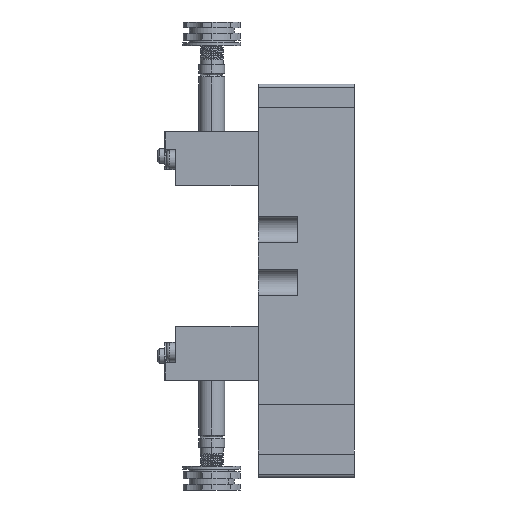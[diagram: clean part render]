
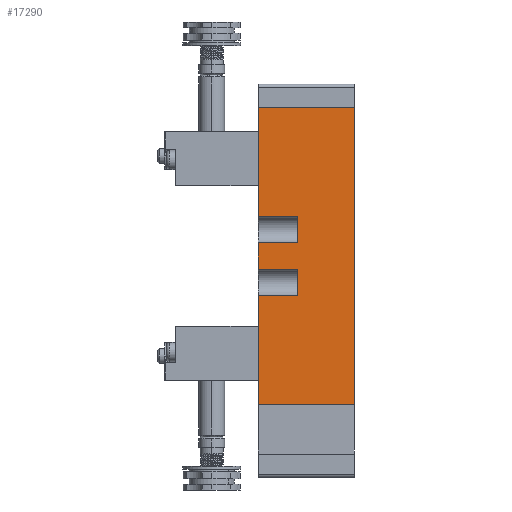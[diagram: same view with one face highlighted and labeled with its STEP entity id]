
A CAD part, left-side view. The second image highlights one B-rep face of the part: STEP entity #17290.
In plain terms, the highlighted planar face has unit normal (-1, 0, 0).
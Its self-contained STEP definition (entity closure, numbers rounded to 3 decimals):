
#204 = ORIENTED_EDGE ( 'NONE', *, *, #18251, .T. ) ;
#205 = ORIENTED_EDGE ( 'NONE', *, *, #18258, .F. ) ;
#206 = ORIENTED_EDGE ( 'NONE', *, *, #18259, .F. ) ;
#207 = ORIENTED_EDGE ( 'NONE', *, *, #18260, .T. ) ;
#208 = ORIENTED_EDGE ( 'NONE', *, *, #18247, .T. ) ;
#209 = ORIENTED_EDGE ( 'NONE', *, *, #18225, .T. ) ;
#210 = ORIENTED_EDGE ( 'NONE', *, *, #18261, .F. ) ;
#211 = ORIENTED_EDGE ( 'NONE', *, *, #18262, .F. ) ;
#212 = ORIENTED_EDGE ( 'NONE', *, *, #18255, .T. ) ;
#213 = ORIENTED_EDGE ( 'NONE', *, *, #18263, .F. ) ;
#214 = ORIENTED_EDGE ( 'NONE', *, *, #18264, .F. ) ;
#215 = ORIENTED_EDGE ( 'NONE', *, *, #18265, .T. ) ;
#11214 = CARTESIAN_POINT ( 'NONE',  ( -19., -16.5, -51. ) ) ;
#11215 = CARTESIAN_POINT ( 'NONE',  ( -19., 16.5, -51. ) ) ;
#11230 = CARTESIAN_POINT ( 'NONE',  ( -19., 16.5, -13.5 ) ) ;
#11233 = CARTESIAN_POINT ( 'NONE',  ( -19., 16.5, -4.5 ) ) ;
#11234 = CARTESIAN_POINT ( 'NONE',  ( -19., 16.5, 4.5 ) ) ;
#11237 = CARTESIAN_POINT ( 'NONE',  ( -19., 16.5, 13.5 ) ) ;
#11238 = CARTESIAN_POINT ( 'NONE',  ( -19., 16.5, 51. ) ) ;
#11239 = CARTESIAN_POINT ( 'NONE',  ( -19., 3., -4.5 ) ) ;
#11240 = CARTESIAN_POINT ( 'NONE',  ( -19., 3., -13.5 ) ) ;
#11241 = CARTESIAN_POINT ( 'NONE',  ( -19., -16.5, 51. ) ) ;
#11242 = CARTESIAN_POINT ( 'NONE',  ( -19., 3., 13.5 ) ) ;
#11243 = CARTESIAN_POINT ( 'NONE',  ( -19., 3., 4.5 ) ) ;
#13578 = FACE_OUTER_BOUND ( 'NONE', #15593, .T. ) ;
#14168 = PLANE ( 'NONE',  #14869 ) ;
#14169 = CARTESIAN_POINT ( 'NONE',  ( -19., 16.5, 51. ) ) ;
#14170 = DIRECTION ( 'NONE',  ( 1., 0., 0. ) ) ;
#14171 = DIRECTION ( 'NONE',  ( 0., 1., 0. ) ) ;
#14817 = CARTESIAN_POINT ( 'NONE',  ( -19., 16.5, -51. ) ) ;
#14818 = DIRECTION ( 'NONE',  ( 0., -1., 0. ) ) ;
#14869 = AXIS2_PLACEMENT_3D ( 'NONE', #14169, #14170, #14171 ) ;
#15397 = LINE ( 'NONE', #14817, #15398 ) ;
#15398 = VECTOR ( 'NONE', #14818, 1000. ) ;
#15435 = LINE ( 'NONE', #15730, #15436 ) ;
#15436 = VECTOR ( 'NONE', #15731, 1000. ) ;
#15442 = LINE ( 'NONE', #15739, #15443 ) ;
#15443 = VECTOR ( 'NONE', #15740, 1000. ) ;
#15449 = LINE ( 'NONE', #15748, #15450 ) ;
#15450 = VECTOR ( 'NONE', #15749, 1000. ) ;
#15455 = LINE ( 'NONE', #15754, #15456 ) ;
#15456 = VECTOR ( 'NONE', #15755, 1000. ) ;
#15457 = LINE ( 'NONE', #15756, #15458 ) ;
#15458 = VECTOR ( 'NONE', #15757, 1000. ) ;
#15459 = LINE ( 'NONE', #15758, #15460 ) ;
#15460 = VECTOR ( 'NONE', #15759, 1000. ) ;
#15461 = LINE ( 'NONE', #15760, #15462 ) ;
#15462 = VECTOR ( 'NONE', #15761, 1000. ) ;
#15463 = LINE ( 'NONE', #15762, #15464 ) ;
#15464 = VECTOR ( 'NONE', #15763, 1000. ) ;
#15465 = LINE ( 'NONE', #15764, #15466 ) ;
#15466 = VECTOR ( 'NONE', #15765, 1000. ) ;
#15467 = LINE ( 'NONE', #15766, #15468 ) ;
#15468 = VECTOR ( 'NONE', #15767, 1000. ) ;
#15469 = LINE ( 'NONE', #15768, #15470 ) ;
#15470 = VECTOR ( 'NONE', #15769, 1000. ) ;
#15593 = EDGE_LOOP ( 'NONE', ( #204, #205, #206, #207, #208, #209, #210, #211, #212, #213, #214, #215 ) ) ;
#15730 = CARTESIAN_POINT ( 'NONE',  ( -19., 16.5, 51. ) ) ;
#15731 = DIRECTION ( 'NONE',  ( 0., 0., -1. ) ) ;
#15739 = CARTESIAN_POINT ( 'NONE',  ( -19., 16.5, 51. ) ) ;
#15740 = DIRECTION ( 'NONE',  ( 0., 0., -1. ) ) ;
#15748 = CARTESIAN_POINT ( 'NONE',  ( -19., 16.5, 51. ) ) ;
#15749 = DIRECTION ( 'NONE',  ( 0., 0., -1. ) ) ;
#15754 = CARTESIAN_POINT ( 'NONE',  ( -19., 3., -4.5 ) ) ;
#15755 = DIRECTION ( 'NONE',  ( 0., 1., 0. ) ) ;
#15756 = CARTESIAN_POINT ( 'NONE',  ( -19., 3., -4.5 ) ) ;
#15757 = DIRECTION ( 'NONE',  ( 0., 0., 1. ) ) ;
#15758 = CARTESIAN_POINT ( 'NONE',  ( -19., 3., -13.5 ) ) ;
#15759 = DIRECTION ( 'NONE',  ( 0., 1., 0. ) ) ;
#15760 = CARTESIAN_POINT ( 'NONE',  ( -19., -16.5, 51. ) ) ;
#15761 = DIRECTION ( 'NONE',  ( 0., 0., -1. ) ) ;
#15762 = CARTESIAN_POINT ( 'NONE',  ( -19., 16.5, 51. ) ) ;
#15763 = DIRECTION ( 'NONE',  ( 0., -1., 0. ) ) ;
#15764 = CARTESIAN_POINT ( 'NONE',  ( -19., 3., 13.5 ) ) ;
#15765 = DIRECTION ( 'NONE',  ( 0., 1., 0. ) ) ;
#15766 = CARTESIAN_POINT ( 'NONE',  ( -19., 3., 13.5 ) ) ;
#15767 = DIRECTION ( 'NONE',  ( 0., 0., 1. ) ) ;
#15768 = CARTESIAN_POINT ( 'NONE',  ( -19., 3., 4.5 ) ) ;
#15769 = DIRECTION ( 'NONE',  ( 0., 1., 0. ) ) ;
#16217 = VERTEX_POINT ( 'NONE', #11214 ) ;
#16218 = VERTEX_POINT ( 'NONE', #11215 ) ;
#16233 = VERTEX_POINT ( 'NONE', #11230 ) ;
#16236 = VERTEX_POINT ( 'NONE', #11233 ) ;
#16237 = VERTEX_POINT ( 'NONE', #11234 ) ;
#16240 = VERTEX_POINT ( 'NONE', #11237 ) ;
#16241 = VERTEX_POINT ( 'NONE', #11238 ) ;
#16242 = VERTEX_POINT ( 'NONE', #11239 ) ;
#16243 = VERTEX_POINT ( 'NONE', #11240 ) ;
#16244 = VERTEX_POINT ( 'NONE', #11241 ) ;
#16245 = VERTEX_POINT ( 'NONE', #11242 ) ;
#16246 = VERTEX_POINT ( 'NONE', #11243 ) ;
#17290 = ADVANCED_FACE ( 'NONE', ( #13578 ), #14168, .F. ) ;
#18225 = EDGE_CURVE ( 'NONE', #16218, #16217, #15397, .T. ) ;
#18247 = EDGE_CURVE ( 'NONE', #16233, #16218, #15435, .T. ) ;
#18251 = EDGE_CURVE ( 'NONE', #16237, #16236, #15442, .T. ) ;
#18255 = EDGE_CURVE ( 'NONE', #16241, #16240, #15449, .T. ) ;
#18258 = EDGE_CURVE ( 'NONE', #16242, #16236, #15455, .T. ) ;
#18259 = EDGE_CURVE ( 'NONE', #16243, #16242, #15457, .T. ) ;
#18260 = EDGE_CURVE ( 'NONE', #16243, #16233, #15459, .T. ) ;
#18261 = EDGE_CURVE ( 'NONE', #16244, #16217, #15461, .T. ) ;
#18262 = EDGE_CURVE ( 'NONE', #16241, #16244, #15463, .T. ) ;
#18263 = EDGE_CURVE ( 'NONE', #16245, #16240, #15465, .T. ) ;
#18264 = EDGE_CURVE ( 'NONE', #16246, #16245, #15467, .T. ) ;
#18265 = EDGE_CURVE ( 'NONE', #16246, #16237, #15469, .T. ) ;
